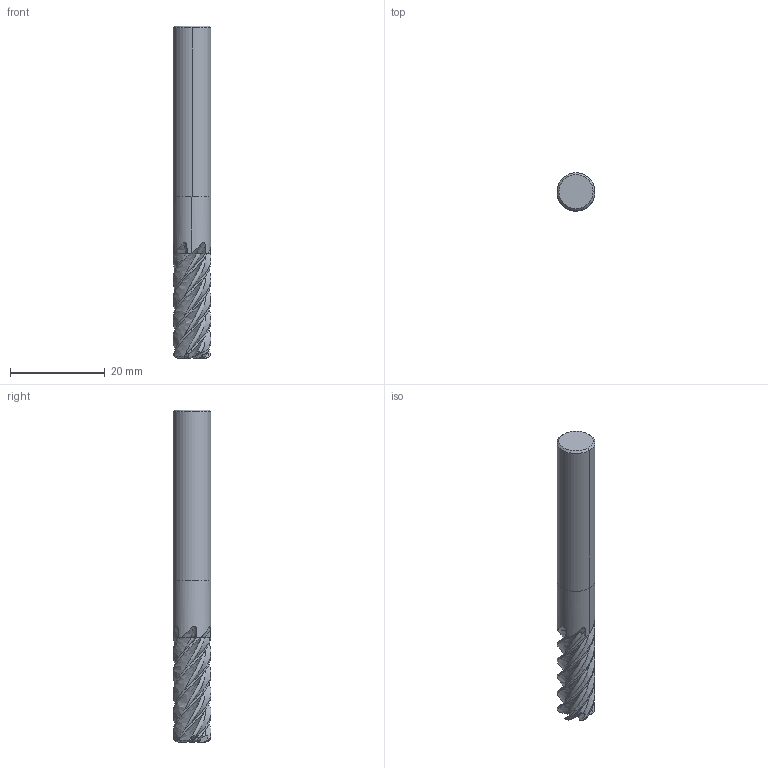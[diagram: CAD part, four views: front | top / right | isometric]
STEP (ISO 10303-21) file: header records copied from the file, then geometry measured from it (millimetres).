
FILE_DESCRIPTION(('no description'),'unknown implementation level');
FILE_NAME('K202293-8_1-Detail.stp',' ',('CIMSOURCE GmbH'),('CADClick - KiM GmbH - www.kimweb.de'),'unknown preprocess','ACIS','unknown authorization');
FILE_SCHEMA(('automotive_design'));
Length unit declared in the file: millimetre
Products named in the file (2): NOCUT; CUT
Bounding box: 8 x 8 x 70 mm (x, y, z)
Volume: 3030.4 mm3; surface area: 2648.8 mm2
Topology: 2 solids, 2 shells, 188 faces, 542 edges, 358 vertices
Faces by surface type: plane 82, bspline 48, revolution 24, cone 20, cylinder 8, torus 6
Entity records: 30787 total; most frequent: CARTESIAN_POINT 20318, STYLED_ITEM 1090, PRESENTATION_STYLE_ASSIGNMENT 1090, COLOUR_RGB 1090, ORIENTED_EDGE 1084, DIRECTION 706, EDGE_CURVE 542, CURVE_STYLE 542
